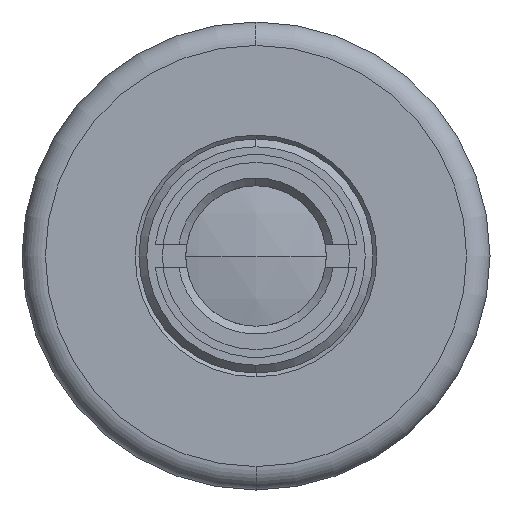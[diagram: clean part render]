
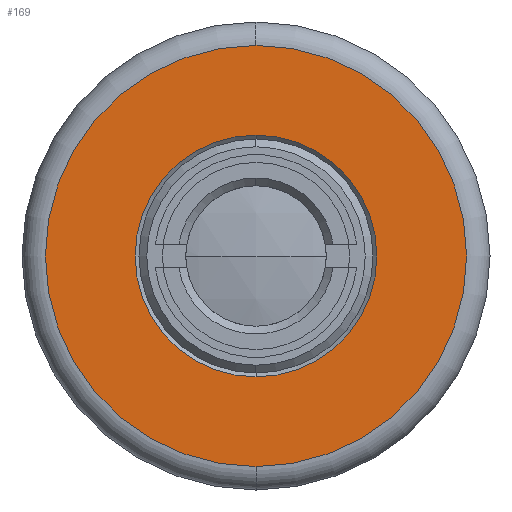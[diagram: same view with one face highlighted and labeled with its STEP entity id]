
A CAD part, left-side view. The second image highlights one B-rep face of the part: STEP entity #169.
In plain terms, the highlighted planar face has unit normal (-1, 0, 0).
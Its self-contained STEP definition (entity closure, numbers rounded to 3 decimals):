
#2 = VERTEX_POINT ( 'NONE', #1278 ) ;
#3 = DIRECTION ( 'NONE',  ( 1., 0., 0. ) ) ;
#12 = FACE_BOUND ( 'NONE', #349, .T. ) ;
#119 = CARTESIAN_POINT ( 'NONE',  ( 82.779, 7.25, 0. ) ) ;
#169 = ADVANCED_FACE ( 'NONE', ( #739, #12 ), #1208, .F. ) ;
#172 = CIRCLE ( 'NONE', #1412, 13.5 ) ;
#199 = AXIS2_PLACEMENT_3D ( 'NONE', #1094, #983, #631 ) ;
#200 = CIRCLE ( 'NONE', #1165, 13.5 ) ;
#238 = DIRECTION ( 'NONE',  ( 0., 0., -1. ) ) ;
#326 = ORIENTED_EDGE ( 'NONE', *, *, #445, .T. ) ;
#349 = EDGE_LOOP ( 'NONE', ( #496, #1397 ) ) ;
#352 = EDGE_CURVE ( 'NONE', #546, #2, #889, .T. ) ;
#404 = ORIENTED_EDGE ( 'NONE', *, *, #962, .T. ) ;
#445 = EDGE_CURVE ( 'NONE', #1302, #1462, #200, .T. ) ;
#468 = CARTESIAN_POINT ( 'NONE',  ( 82.779, 0., 13.5 ) ) ;
#496 = ORIENTED_EDGE ( 'NONE', *, *, #352, .T. ) ;
#497 = DIRECTION ( 'NONE',  ( 0., 0., -1. ) ) ;
#543 = CARTESIAN_POINT ( 'NONE',  ( 82.779, 0., 7.75 ) ) ;
#546 = VERTEX_POINT ( 'NONE', #543 ) ;
#571 = EDGE_CURVE ( 'NONE', #2, #546, #1290, .T. ) ;
#631 = DIRECTION ( 'NONE',  ( 0., 0., -1. ) ) ;
#683 = AXIS2_PLACEMENT_3D ( 'NONE', #119, #3, #497 ) ;
#703 = DIRECTION ( 'NONE',  ( 0., 0., -1. ) ) ;
#739 = FACE_OUTER_BOUND ( 'NONE', #968, .T. ) ;
#889 = CIRCLE ( 'NONE', #199, 7.75 ) ;
#933 = DIRECTION ( 'NONE',  ( -1., 0., 0. ) ) ;
#948 = CARTESIAN_POINT ( 'NONE',  ( 82.779, 0., 0. ) ) ;
#962 = EDGE_CURVE ( 'NONE', #1462, #1302, #172, .T. ) ;
#968 = EDGE_LOOP ( 'NONE', ( #326, #404 ) ) ;
#983 = DIRECTION ( 'NONE',  ( 1., 0., 0. ) ) ;
#999 = CARTESIAN_POINT ( 'NONE',  ( 82.779, 0., 0. ) ) ;
#1040 = DIRECTION ( 'NONE',  ( 1., 0., 0. ) ) ;
#1094 = CARTESIAN_POINT ( 'NONE',  ( 82.779, 0., 0. ) ) ;
#1114 = AXIS2_PLACEMENT_3D ( 'NONE', #1158, #1040, #1509 ) ;
#1158 = CARTESIAN_POINT ( 'NONE',  ( 82.779, 0., 0. ) ) ;
#1165 = AXIS2_PLACEMENT_3D ( 'NONE', #999, #1327, #238 ) ;
#1208 = PLANE ( 'NONE',  #683 ) ;
#1278 = CARTESIAN_POINT ( 'NONE',  ( 82.779, 0., -7.75 ) ) ;
#1290 = CIRCLE ( 'NONE', #1114, 7.75 ) ;
#1302 = VERTEX_POINT ( 'NONE', #1416 ) ;
#1327 = DIRECTION ( 'NONE',  ( -1., 0., 0. ) ) ;
#1397 = ORIENTED_EDGE ( 'NONE', *, *, #571, .T. ) ;
#1412 = AXIS2_PLACEMENT_3D ( 'NONE', #948, #933, #703 ) ;
#1416 = CARTESIAN_POINT ( 'NONE',  ( 82.779, 0., -13.5 ) ) ;
#1462 = VERTEX_POINT ( 'NONE', #468 ) ;
#1509 = DIRECTION ( 'NONE',  ( 0., 0., -1. ) ) ;
